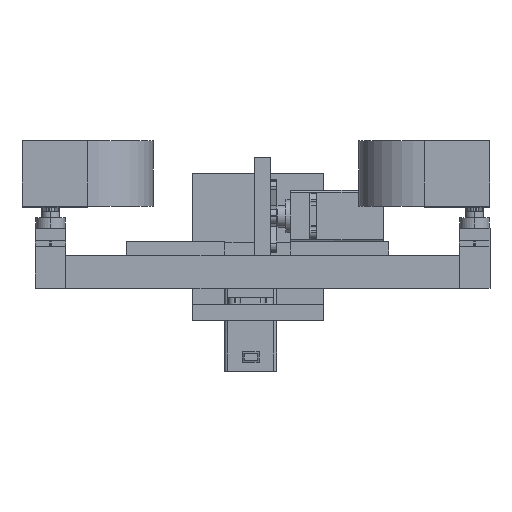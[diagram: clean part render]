
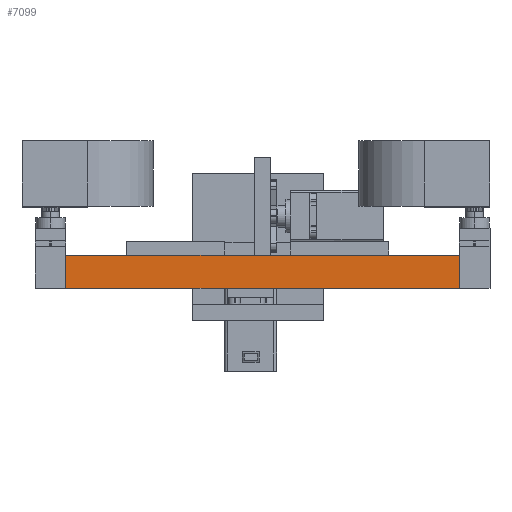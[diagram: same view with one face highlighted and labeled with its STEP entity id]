
A CAD part, top view. The second image highlights one B-rep face of the part: STEP entity #7099.
In plain terms, the highlighted planar face has unit normal (0, 0, 1).
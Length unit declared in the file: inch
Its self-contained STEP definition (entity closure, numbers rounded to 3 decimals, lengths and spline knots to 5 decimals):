
#239 = DIRECTION ( 'NONE',  ( 1., 0., 0. ) ) ;
#358 = DIRECTION ( 'NONE',  ( 0., -1., 0. ) ) ;
#398 = ORIENTED_EDGE ( 'NONE', *, *, #11696, .T. ) ;
#1222 = CARTESIAN_POINT ( 'NONE',  ( 0., 0., 0. ) ) ;
#1468 = DIRECTION ( 'NONE',  ( 0., 0., -1. ) ) ;
#1896 = LINE ( 'NONE', #6821, #4075 ) ;
#2031 = EDGE_CURVE ( 'NONE', #3459, #8672, #11951, .T. ) ;
#2327 = DIRECTION ( 'NONE',  ( 0., -1., 0. ) ) ;
#2747 = DIRECTION ( 'NONE',  ( 1., 0., 0. ) ) ;
#3459 = VERTEX_POINT ( 'NONE', #4360 ) ;
#3850 = CARTESIAN_POINT ( 'NONE',  ( 6., 0., 0. ) ) ;
#4075 = VECTOR ( 'NONE', #239, 39.37008 ) ;
#4290 = VECTOR ( 'NONE', #2747, 39.37008 ) ;
#4360 = CARTESIAN_POINT ( 'NONE',  ( 0., 0.5, 0. ) ) ;
#4691 = CARTESIAN_POINT ( 'NONE',  ( 6., 0.5, 0. ) ) ;
#5107 = CARTESIAN_POINT ( 'NONE',  ( 0., 0.5, 0. ) ) ;
#5136 = EDGE_CURVE ( 'NONE', #3459, #7921, #1896, .T. ) ;
#5209 = CARTESIAN_POINT ( 'NONE',  ( 0., 0.5, 0. ) ) ;
#5720 = VECTOR ( 'NONE', #358, 39.37008 ) ;
#6821 = CARTESIAN_POINT ( 'NONE',  ( 0., 0.5, 0. ) ) ;
#7062 = AXIS2_PLACEMENT_3D ( 'NONE', #5209, #1468, #8034 ) ;
#7099 = ADVANCED_FACE ( 'NONE', ( #8373 ), #10800, .F. ) ;
#7424 = CARTESIAN_POINT ( 'NONE',  ( 0., 0., 0. ) ) ;
#7830 = LINE ( 'NONE', #7862, #5720 ) ;
#7862 = CARTESIAN_POINT ( 'NONE',  ( 6., 0.5, 0. ) ) ;
#7921 = VERTEX_POINT ( 'NONE', #4691 ) ;
#8034 = DIRECTION ( 'NONE',  ( -1., 0., 0. ) ) ;
#8373 = FACE_OUTER_BOUND ( 'NONE', #11410, .T. ) ;
#8524 = VERTEX_POINT ( 'NONE', #3850 ) ;
#8672 = VERTEX_POINT ( 'NONE', #1222 ) ;
#8728 = EDGE_CURVE ( 'NONE', #7921, #8524, #7830, .T. ) ;
#8916 = ORIENTED_EDGE ( 'NONE', *, *, #2031, .T. ) ;
#9470 = VECTOR ( 'NONE', #2327, 39.37008 ) ;
#9830 = ORIENTED_EDGE ( 'NONE', *, *, #5136, .F. ) ;
#10800 = PLANE ( 'NONE',  #7062 ) ;
#11410 = EDGE_LOOP ( 'NONE', ( #398, #11537, #9830, #8916 ) ) ;
#11537 = ORIENTED_EDGE ( 'NONE', *, *, #8728, .F. ) ;
#11696 = EDGE_CURVE ( 'NONE', #8672, #8524, #11752, .T. ) ;
#11752 = LINE ( 'NONE', #7424, #4290 ) ;
#11951 = LINE ( 'NONE', #5107, #9470 ) ;
